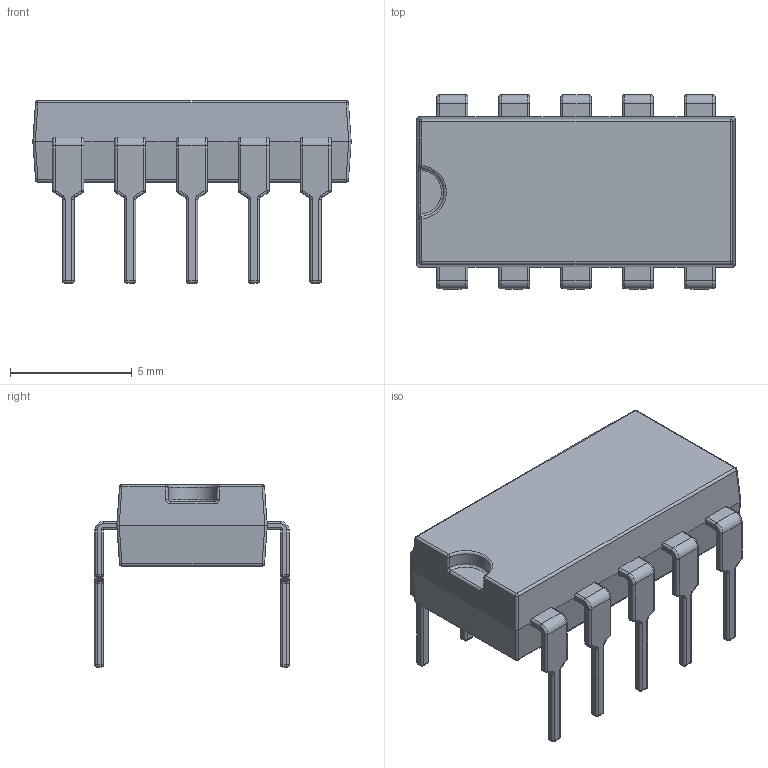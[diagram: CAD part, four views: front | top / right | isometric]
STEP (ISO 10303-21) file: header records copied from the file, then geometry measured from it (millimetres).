
FILE_DESCRIPTION(/* description */ (''),/* implementation_level */ '2;1');
FILE_NAME(/* name */ 'DIP-10 W7.62mm Package.STEP',/* time_stamp */ '2019-09-17T07:17:29+02:00',/* author */ ('PCB-Tech'),/* organization */ (''),/* preprocessor_version */ 'ST-DEVELOPER v17',/* originating_system */ 'Autodesk Inventor 2019',/* authorisation */ '');
FILE_SCHEMA (('AUTOMOTIVE_DESIGN { 1 0 10303 214 3 1 1 }'));
Length unit declared in the file: millimetre
Products named in the file (3): DIP-10 W7.62mm Package; DIP-10 W7.62; IC Beinchen
Assembly tree (11 placements, depth 2):
  DIP-10 W7.62mm Package
    IC Beinchen  x10
    DIP-10 W7.62
Bounding box: 13.07 x 7.97 x 7.5 mm (x, y, z)
Volume: 279.9 mm3; surface area: 485.5 mm2
Topology: 11 solids, 11 shells, 678 faces, 1526 edges, 868 vertices
Faces by surface type: cylinder 319, plane 181, sphere 90, torus 82, bspline 6
Entity records: 6220 total; most frequent: CARTESIAN_POINT 1372, DIRECTION 1058, ORIENTED_EDGE 960, EDGE_CURVE 480, AXIS2_PLACEMENT_3D 386, VERTEX_POINT 292, LINE 286, VECTOR 286
